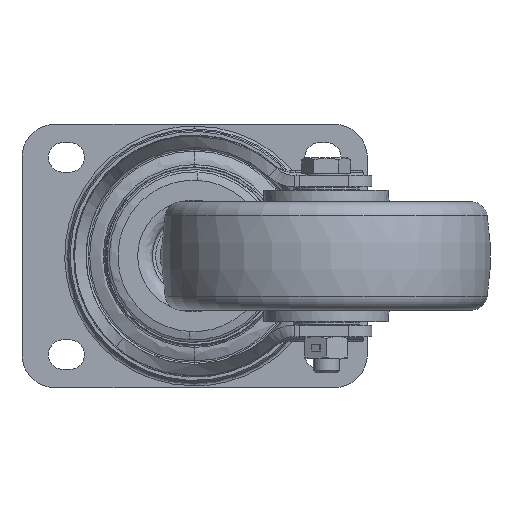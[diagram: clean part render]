
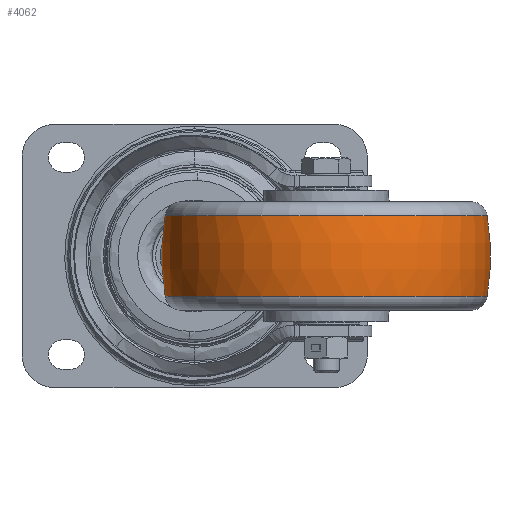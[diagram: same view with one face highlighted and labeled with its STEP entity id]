
A CAD part, front view. The second image highlights one B-rep face of the part: STEP entity #4062.
In plain terms, the highlighted toroidal (fillet/blend) face has major radius 30 mm and minor radius 80 mm.
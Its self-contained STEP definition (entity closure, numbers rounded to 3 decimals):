
#1036 = DIRECTION ( 'NONE',  ( 0., 0., 1. ) ) ;
#1408 = CARTESIAN_POINT ( 'NONE',  ( 88.967, -80.953, -12.255 ) ) ;
#3787 = AXIS2_PLACEMENT_3D ( 'NONE', #16055, #1036, #22329 ) ;
#4062 = ADVANCED_FACE ( 'NONE', ( #28984 ), #34230, .T. ) ;
#4840 = AXIS2_PLACEMENT_3D ( 'NONE', #32216, #14065, #35296 ) ;
#5283 = AXIS2_PLACEMENT_3D ( 'NONE', #30641, #12510, #33742 ) ;
#9062 = CIRCLE ( 'NONE', #28883, 49.056 ) ;
#9645 = EDGE_CURVE ( 'NONE', #23924, #31358, #19600, .T. ) ;
#11405 = EDGE_CURVE ( 'NONE', #36308, #15519, #24538, .T. ) ;
#11561 = DIRECTION ( 'NONE',  ( 0., 0., 1. ) ) ;
#11718 = CARTESIAN_POINT ( 'NONE',  ( 88.967, -80.953, 12.255 ) ) ;
#12510 = DIRECTION ( 'NONE',  ( 0.06, 0.998, 0. ) ) ;
#13051 = EDGE_LOOP ( 'NONE', ( #24111, #28607, #23334, #13350 ) ) ;
#13350 = ORIENTED_EDGE ( 'NONE', *, *, #16693, .F. ) ;
#14065 = DIRECTION ( 'NONE',  ( -0.06, -0.998, 0. ) ) ;
#14155 = DIRECTION ( 'NONE',  ( 0., 0., 1. ) ) ;
#14493 = AXIS2_PLACEMENT_3D ( 'NONE', #29707, #11561, #32760 ) ;
#15519 = VERTEX_POINT ( 'NONE', #17908 ) ;
#16055 = CARTESIAN_POINT ( 'NONE',  ( 40., -78.003, 0. ) ) ;
#16693 = EDGE_CURVE ( 'NONE', #15519, #31358, #31625, .T. ) ;
#17908 = CARTESIAN_POINT ( 'NONE',  ( -8.967, -75.053, 12.255 ) ) ;
#19600 = CIRCLE ( 'NONE', #4840, 80. ) ;
#22329 = DIRECTION ( 'NONE',  ( 0.998, -0.06, 0. ) ) ;
#23334 = ORIENTED_EDGE ( 'NONE', *, *, #9645, .T. ) ;
#23924 = VERTEX_POINT ( 'NONE', #1408 ) ;
#24111 = ORIENTED_EDGE ( 'NONE', *, *, #11405, .F. ) ;
#24141 = CARTESIAN_POINT ( 'NONE',  ( -8.967, -75.053, -12.255 ) ) ;
#24519 = EDGE_CURVE ( 'NONE', #36308, #23924, #9062, .T. ) ;
#24538 = CIRCLE ( 'NONE', #5283, 80. ) ;
#28607 = ORIENTED_EDGE ( 'NONE', *, *, #24519, .T. ) ;
#28883 = AXIS2_PLACEMENT_3D ( 'NONE', #32299, #14155, #35381 ) ;
#28984 = FACE_OUTER_BOUND ( 'NONE', #13051, .T. ) ;
#29707 = CARTESIAN_POINT ( 'NONE',  ( 40., -78.003, 12.255 ) ) ;
#30641 = CARTESIAN_POINT ( 'NONE',  ( 69.946, -79.808, 0. ) ) ;
#31358 = VERTEX_POINT ( 'NONE', #11718 ) ;
#31625 = CIRCLE ( 'NONE', #14493, 49.056 ) ;
#32216 = CARTESIAN_POINT ( 'NONE',  ( 10.054, -76.199, 0. ) ) ;
#32299 = CARTESIAN_POINT ( 'NONE',  ( 40., -78.003, -12.255 ) ) ;
#32760 = DIRECTION ( 'NONE',  ( 0.998, -0.06, 0. ) ) ;
#33742 = DIRECTION ( 'NONE',  ( -0.998, 0.06, 0. ) ) ;
#34230 = TOROIDAL_SURFACE ( 'NONE', #3787, -30., 80. ) ;
#35296 = DIRECTION ( 'NONE',  ( 0.998, -0.06, 0. ) ) ;
#35381 = DIRECTION ( 'NONE',  ( 0.998, -0.06, 0. ) ) ;
#36308 = VERTEX_POINT ( 'NONE', #24141 ) ;
